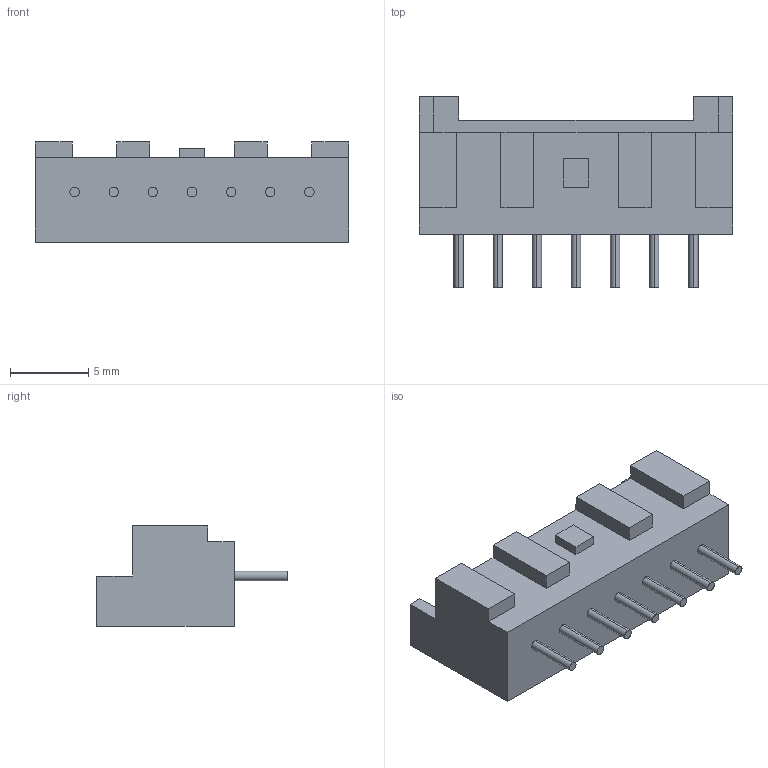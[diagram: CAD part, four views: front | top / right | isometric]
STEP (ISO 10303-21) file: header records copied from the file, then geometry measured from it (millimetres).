
FILE_DESCRIPTION (( 'STEP AP214' ), '1' );
FILE_NAME ('B07B-XASK-1.STEP', '2010-06-11T05:05:28', ( ' ' ), ( '' ), 'SwSTEP 2.0', 'SolidWorks 2009', '' );
FILE_SCHEMA (( 'AUTOMOTIVE_DESIGN' ));
Length unit declared in the file: millimetre
Products named in the file (1): B07B-XASK-1
Bounding box: 20 x 12.2 x 6.4 mm (x, y, z)
Volume: 455.5 mm3; surface area: 958.2 mm2
Topology: 1 solids, 1 shells, 83 faces, 198 edges, 132 vertices
Faces by surface type: plane 55, cylinder 28
Entity records: 3355 total; most frequent: DIRECTION 422, CARTESIAN_POINT 414, ORIENTED_EDGE 396, EDGE_CURVE 198, VECTOR 142, LINE 142, AXIS2_PLACEMENT_3D 140, VERTEX_POINT 132
